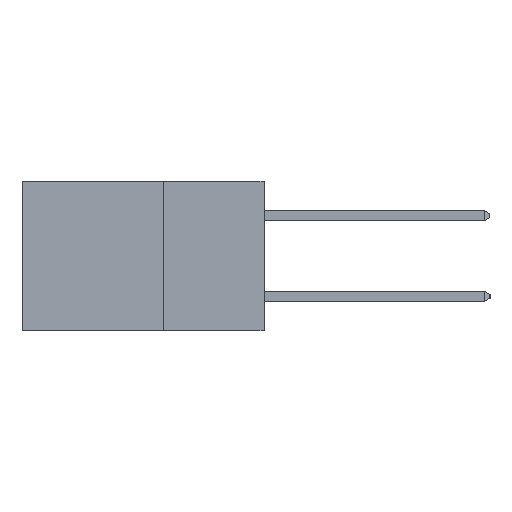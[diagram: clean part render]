
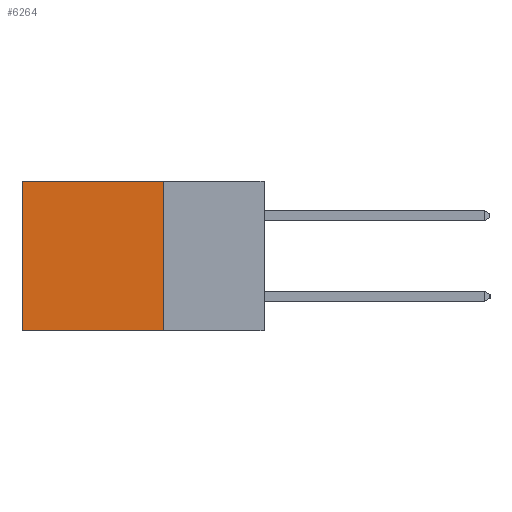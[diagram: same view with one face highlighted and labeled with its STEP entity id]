
A CAD part, left-side view. The second image highlights one B-rep face of the part: STEP entity #6264.
In plain terms, the highlighted planar face has unit normal (-1, 0, 0).
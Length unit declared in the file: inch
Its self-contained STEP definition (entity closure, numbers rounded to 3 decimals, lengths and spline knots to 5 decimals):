
#287 = LINE ( 'NONE', #3182, #5698 ) ;
#1568 = EDGE_CURVE ( 'NONE', #9122, #2493, #287, .T. ) ;
#1913 = VERTEX_POINT ( 'NONE', #9198 ) ;
#2493 = VERTEX_POINT ( 'NONE', #9389 ) ;
#2583 = DIRECTION ( 'NONE',  ( 0., 1., 0. ) ) ;
#3053 = LINE ( 'NONE', #3885, #8513 ) ;
#3182 = CARTESIAN_POINT ( 'NONE',  ( 0.2615, 0.25, -0.37 ) ) ;
#3885 = CARTESIAN_POINT ( 'NONE',  ( 0.2615, 0.25, -0.37 ) ) ;
#5428 = VECTOR ( 'NONE', #11549, 39.37008 ) ;
#5467 = CARTESIAN_POINT ( 'NONE',  ( 0.2615, 0.25, -0.37 ) ) ;
#5698 = VECTOR ( 'NONE', #2583, 39.37008 ) ;
#5763 = LINE ( 'NONE', #11631, #5428 ) ;
#6216 = EDGE_CURVE ( 'NONE', #10531, #1913, #5763, .T. ) ;
#6264 = ADVANCED_FACE ( 'NONE', ( #8015 ), #12519, .F. ) ;
#6424 = EDGE_CURVE ( 'NONE', #10531, #9122, #3053, .T. ) ;
#7580 = EDGE_CURVE ( 'NONE', #1913, #2493, #7977, .T. ) ;
#7622 = VECTOR ( 'NONE', #9807, 39.37008 ) ;
#7977 = LINE ( 'NONE', #9074, #7622 ) ;
#8015 = FACE_OUTER_BOUND ( 'NONE', #9214, .T. ) ;
#8403 = ORIENTED_EDGE ( 'NONE', *, *, #7580, .T. ) ;
#8513 = VECTOR ( 'NONE', #9055, 39.37008 ) ;
#8771 = ORIENTED_EDGE ( 'NONE', *, *, #6216, .T. ) ;
#8842 = ORIENTED_EDGE ( 'NONE', *, *, #6424, .F. ) ;
#8866 = ORIENTED_EDGE ( 'NONE', *, *, #1568, .F. ) ;
#8875 = AXIS2_PLACEMENT_3D ( 'NONE', #12592, #11041, #10982 ) ;
#9055 = DIRECTION ( 'NONE',  ( 0., 0., -1. ) ) ;
#9074 = CARTESIAN_POINT ( 'NONE',  ( 0.2615, 0.6, -0.37 ) ) ;
#9122 = VERTEX_POINT ( 'NONE', #5467 ) ;
#9198 = CARTESIAN_POINT ( 'NONE',  ( 0.2615, 0.6, 0. ) ) ;
#9214 = EDGE_LOOP ( 'NONE', ( #8403, #8866, #8842, #8771 ) ) ;
#9389 = CARTESIAN_POINT ( 'NONE',  ( 0.2615, 0.6, -0.37 ) ) ;
#9807 = DIRECTION ( 'NONE',  ( 0., 0., -1. ) ) ;
#10088 = CARTESIAN_POINT ( 'NONE',  ( 0.2615, 0.25, 0. ) ) ;
#10531 = VERTEX_POINT ( 'NONE', #10088 ) ;
#10982 = DIRECTION ( 'NONE',  ( 0., 0., -1. ) ) ;
#11041 = DIRECTION ( 'NONE',  ( 1., 0., 0. ) ) ;
#11549 = DIRECTION ( 'NONE',  ( 0., 1., 0. ) ) ;
#11631 = CARTESIAN_POINT ( 'NONE',  ( 0.2615, 0.25, 0. ) ) ;
#12519 = PLANE ( 'NONE',  #8875 ) ;
#12592 = CARTESIAN_POINT ( 'NONE',  ( 0.2615, 0.25, -0.37 ) ) ;
